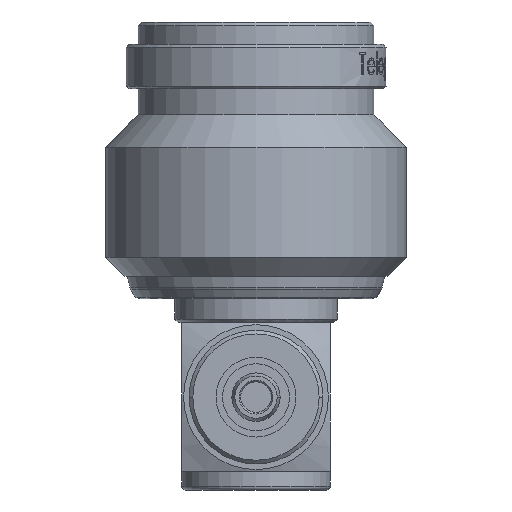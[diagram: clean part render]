
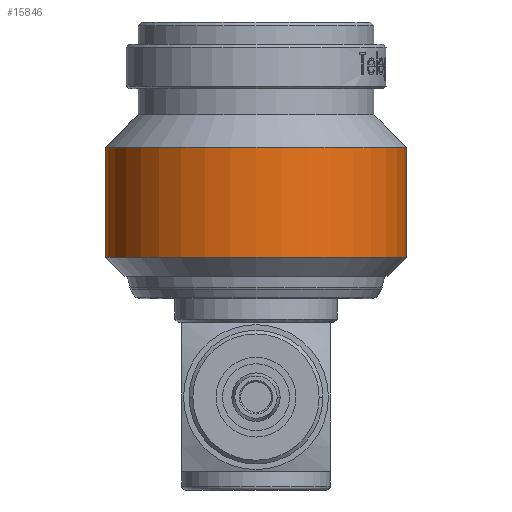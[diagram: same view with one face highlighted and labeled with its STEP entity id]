
A CAD part, front view. The second image highlights one B-rep face of the part: STEP entity #15846.
In plain terms, the highlighted cylindrical face has radius 8.1 mm (diameter 16.2 mm), a partial arc.
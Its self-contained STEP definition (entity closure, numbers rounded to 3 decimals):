
#110 = DIRECTION ( 'NONE',  ( 1., 0., 0. ) ) ;
#290 = CARTESIAN_POINT ( 'NONE',  ( 8.1, 0., -11.375 ) ) ;
#1229 = EDGE_CURVE ( 'NONE', #2177, #5310, #8565, .T. ) ;
#1624 = CIRCLE ( 'NONE', #11932, 8.1 ) ;
#2177 = VERTEX_POINT ( 'NONE', #15169 ) ;
#2369 = VERTEX_POINT ( 'NONE', #6960 ) ;
#3157 = DIRECTION ( 'NONE',  ( 0., 0., 1. ) ) ;
#5218 = LINE ( 'NONE', #16514, #5453 ) ;
#5310 = VERTEX_POINT ( 'NONE', #9003 ) ;
#5453 = VECTOR ( 'NONE', #3157, 1000. ) ;
#6616 = CARTESIAN_POINT ( 'NONE',  ( 0., 0., -11.375 ) ) ;
#6960 = CARTESIAN_POINT ( 'NONE',  ( -8.1, 0., -11.375 ) ) ;
#7036 = LINE ( 'NONE', #12325, #13476 ) ;
#7230 = CARTESIAN_POINT ( 'NONE',  ( 0., 0., -5.45 ) ) ;
#7960 = DIRECTION ( 'NONE',  ( 0., 0., 1. ) ) ;
#8565 = CIRCLE ( 'NONE', #12945, 8.1 ) ;
#9003 = CARTESIAN_POINT ( 'NONE',  ( 8.1, 0., -5.45 ) ) ;
#9451 = ORIENTED_EDGE ( 'NONE', *, *, #13238, .T. ) ;
#10177 = DIRECTION ( 'NONE',  ( 1., 0., 0. ) ) ;
#10423 = EDGE_CURVE ( 'NONE', #15517, #5310, #7036, .T. ) ;
#11932 = AXIS2_PLACEMENT_3D ( 'NONE', #6616, #7960, #18421 ) ;
#12325 = CARTESIAN_POINT ( 'NONE',  ( 8.1, 0., 1.3 ) ) ;
#12945 = AXIS2_PLACEMENT_3D ( 'NONE', #7230, #19034, #10177 ) ;
#13236 = ORIENTED_EDGE ( 'NONE', *, *, #1229, .F. ) ;
#13238 = EDGE_CURVE ( 'NONE', #2369, #15517, #1624, .T. ) ;
#13286 = CARTESIAN_POINT ( 'NONE',  ( 0., 0., 1.3 ) ) ;
#13476 = VECTOR ( 'NONE', #15447, 1000. ) ;
#14421 = EDGE_CURVE ( 'NONE', #2369, #2177, #5218, .T. ) ;
#15169 = CARTESIAN_POINT ( 'NONE',  ( -8.1, 0., -5.45 ) ) ;
#15201 = ORIENTED_EDGE ( 'NONE', *, *, #10423, .T. ) ;
#15447 = DIRECTION ( 'NONE',  ( 0., 0., 1. ) ) ;
#15517 = VERTEX_POINT ( 'NONE', #290 ) ;
#15846 = ADVANCED_FACE ( 'NONE', ( #18204 ), #17081, .T. ) ;
#16294 = DIRECTION ( 'NONE',  ( 0., 0., 1. ) ) ;
#16514 = CARTESIAN_POINT ( 'NONE',  ( -8.1, 0., 1.3 ) ) ;
#16645 = ORIENTED_EDGE ( 'NONE', *, *, #14421, .F. ) ;
#17081 = CYLINDRICAL_SURFACE ( 'NONE', #17783, 8.1 ) ;
#17783 = AXIS2_PLACEMENT_3D ( 'NONE', #13286, #16294, #110 ) ;
#18204 = FACE_OUTER_BOUND ( 'NONE', #18868, .T. ) ;
#18421 = DIRECTION ( 'NONE',  ( 1., 0., 0. ) ) ;
#18868 = EDGE_LOOP ( 'NONE', ( #16645, #9451, #15201, #13236 ) ) ;
#19034 = DIRECTION ( 'NONE',  ( 0., 0., 1. ) ) ;
